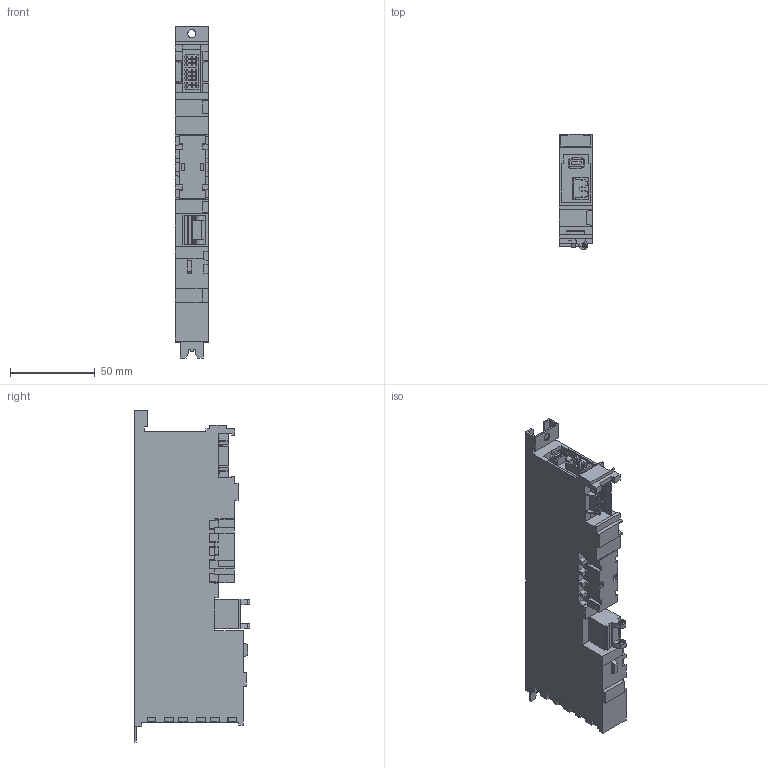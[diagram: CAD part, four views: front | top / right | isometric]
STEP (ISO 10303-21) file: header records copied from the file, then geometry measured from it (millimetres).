
FILE_DESCRIPTION((''),'2;1');
FILE_NAME('MCAD_IC7_60_MODULAR_CONTROL_NO_','2024-05-20T14:40:52',('U382211'),('Danfoss Drives'),'CREO PARAMETRIC BY PTC INC, 2022124','CREO PARAMETRIC BY PTC INC, 2022124','');
FILE_SCHEMA(('CONFIG_CONTROL_DESIGN','GEOMETRIC_VALIDATION_PROPERTIES_MIM'));
Length unit declared in the file: millimetre
Products named in the file (1): MCAD_IC7_60_MODULAR_CONTROL_NO_
Bounding box: 19.76 x 68.09 x 196 mm (x, y, z)
Volume: 192060.8 mm3; surface area: 37292.3 mm2
Topology: 1 solids, 1 shells, 755 faces, 2127 edges, 1412 vertices
Faces by surface type: plane 642, cylinder 79, extrusion 34
Entity records: 25778 total; most frequent: CARTESIAN_POINT 4755, ORIENTED_EDGE 4254, DIRECTION 3699, EDGE_CURVE 2127, VECTOR 1933, LINE 1899, VERTEX_POINT 1414, COLOUR_RGB 1328
